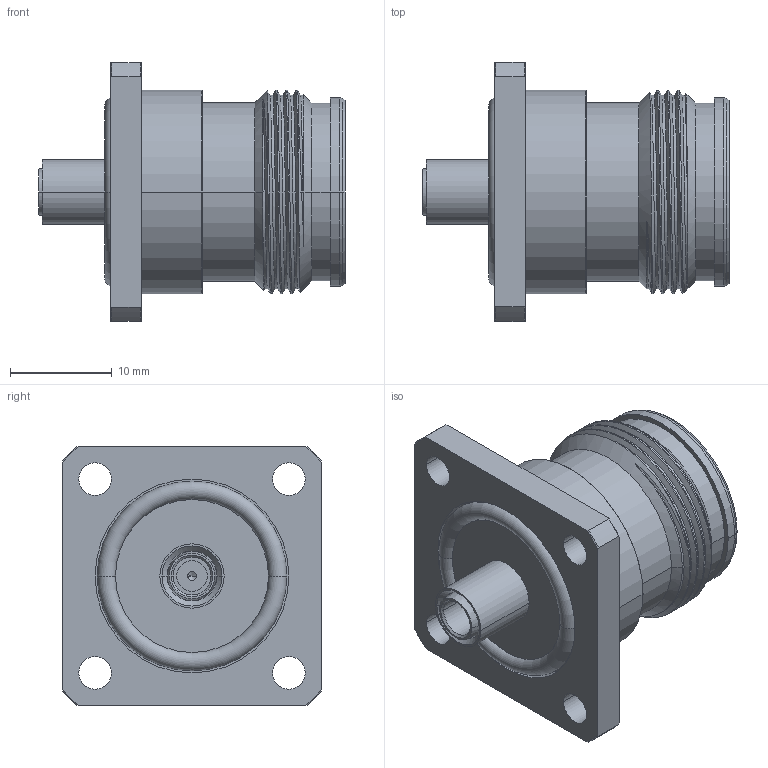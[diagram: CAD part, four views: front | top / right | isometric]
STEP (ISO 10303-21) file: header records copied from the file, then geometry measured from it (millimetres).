
FILE_DESCRIPTION (( 'STEP AP203' ), '1' );
FILE_NAME ('FMCN1926_3D.STEP', '2022-09-02T05:40:33', ( '' ), ( '' ), 'SwSTEP 2.0', 'SolidWorks 2021', '' );
FILE_SCHEMA (( 'CONFIG_CONTROL_DESIGN' ));
Length unit declared in the file: millimetre
Products named in the file (1): FMCN1926_3D
Bounding box: 30.05 x 25.4 x 25.4 mm (x, y, z)
Volume: 5376.5 mm3; surface area: 6296.4 mm2
Topology: 2 solids, 3 shells, 296 faces, 755 edges, 483 vertices
Faces by surface type: cylinder 106, plane 103, cone 65, torus 20, bspline 2
Entity records: 10875 total; most frequent: CARTESIAN_POINT 3649, ORIENTED_EDGE 1502, DIRECTION 1497, EDGE_CURVE 751, AXIS2_PLACEMENT_3D 592, VERTEX_POINT 483, EDGE_LOOP 330, VECTOR 313
